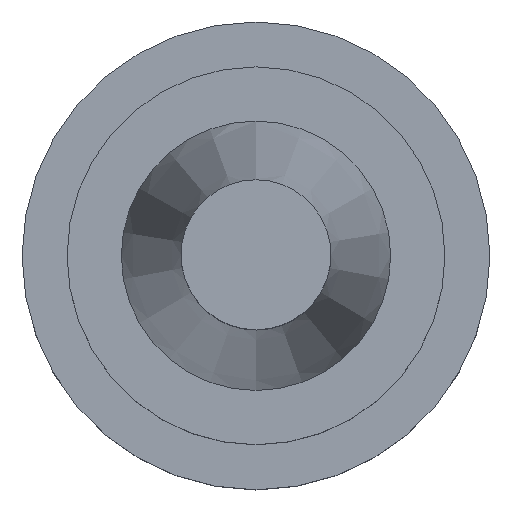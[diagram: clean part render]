
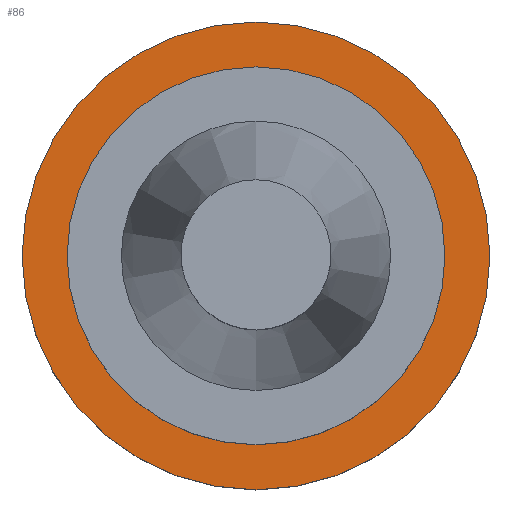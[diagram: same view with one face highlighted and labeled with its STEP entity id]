
A CAD part, top view. The second image highlights one B-rep face of the part: STEP entity #86.
In plain terms, the highlighted planar face has unit normal (0, 0, 1).
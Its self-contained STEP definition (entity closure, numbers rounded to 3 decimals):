
#48=FACE_BOUND('',#142,.T.);
#49=FACE_BOUND('',#143,.T.);
#68=CIRCLE('',#451,39.);
#69=CIRCLE('',#452,39.);
#70=CIRCLE('',#453,31.5);
#86=ADVANCED_FACE('',(#48,#49),#110,.F.);
#110=PLANE('',#454);
#142=EDGE_LOOP('',(#183,#184));
#143=EDGE_LOOP('',(#185));
#183=ORIENTED_EDGE('',*,*,#318,.T.);
#184=ORIENTED_EDGE('',*,*,#319,.T.);
#185=ORIENTED_EDGE('',*,*,#320,.T.);
#281=VERTEX_POINT('',#637);
#282=VERTEX_POINT('',#638);
#283=VERTEX_POINT('',#641);
#318=EDGE_CURVE('',#281,#282,#68,.T.);
#319=EDGE_CURVE('',#282,#281,#69,.T.);
#320=EDGE_CURVE('',#283,#283,#70,.T.);
#451=AXIS2_PLACEMENT_3D('',#636,#513,#514);
#452=AXIS2_PLACEMENT_3D('',#639,#515,#516);
#453=AXIS2_PLACEMENT_3D('',#640,#517,#518);
#454=AXIS2_PLACEMENT_3D('',#642,#519,#520);
#513=DIRECTION('',(0.,0.,1.));
#514=DIRECTION('',(-1.,0.,0.));
#515=DIRECTION('',(0.,0.,1.));
#516=DIRECTION('',(-1.,0.,0.));
#517=DIRECTION('',(0.,0.,-1.));
#518=DIRECTION('',(-1.,0.,0.));
#519=DIRECTION('',(0.,0.,-1.));
#520=DIRECTION('',(0.,1.,0.));
#636=CARTESIAN_POINT('',(0.,0.,-13.6));
#637=CARTESIAN_POINT('',(0.,39.,-13.6));
#638=CARTESIAN_POINT('',(0.,-39.,-13.6));
#639=CARTESIAN_POINT('',(0.,0.,-13.6));
#640=CARTESIAN_POINT('',(0.,0.,-13.6));
#641=CARTESIAN_POINT('',(-31.5,0.,-13.6));
#642=CARTESIAN_POINT('',(0.,0.,-13.6));
